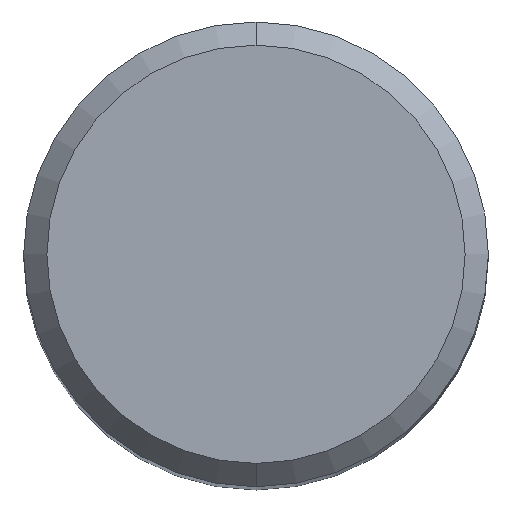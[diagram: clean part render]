
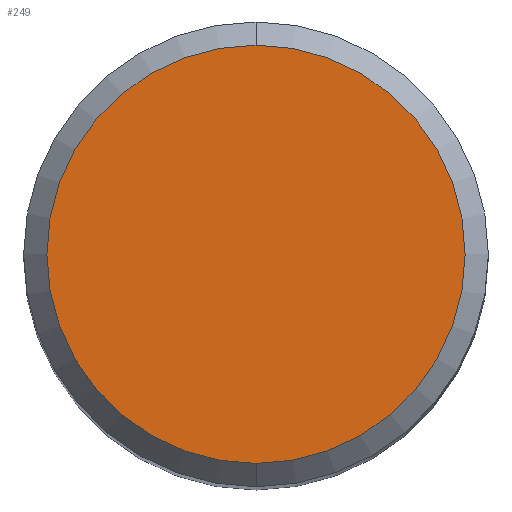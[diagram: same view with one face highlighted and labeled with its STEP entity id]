
A CAD part, top view. The second image highlights one B-rep face of the part: STEP entity #249.
In plain terms, the highlighted planar face has unit normal (0, 0, 1).
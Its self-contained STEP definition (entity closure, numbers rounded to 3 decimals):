
#195=VERTEX_POINT('',#488);
#217=EDGE_CURVE('',#289,#195,#510,.T.);
#249=ADVANCED_FACE('',(#545),#546,.T.);
#289=VERTEX_POINT('',#590);
#361=EDGE_CURVE('',#195,#289,#672,.T.);
#488=CARTESIAN_POINT('',(0.,-4.5,0.));
#510=CIRCLE('',#909,4.5);
#545=FACE_OUTER_BOUND('',#982,.T.);
#546=PLANE('',#983);
#590=CARTESIAN_POINT('',(0.0,4.5,0.));
#672=CIRCLE('',#1183,4.5);
#909=AXIS2_PLACEMENT_3D('',#1454,#1455,#1456);
#982=EDGE_LOOP('',(#1491,#1492));
#983=AXIS2_PLACEMENT_3D('',#1493,#1494,#1495);
#1183=AXIS2_PLACEMENT_3D('',#1660,#1661,#1662);
#1454=CARTESIAN_POINT('',(0.0,0.0,0.));
#1455=DIRECTION('',(0.0,0.0,-1.0));
#1456=DIRECTION('',(0.0,1.0,0.0));
#1491=ORIENTED_EDGE('',*,*,#217,.F.);
#1492=ORIENTED_EDGE('',*,*,#361,.F.);
#1493=CARTESIAN_POINT('',(0.0,2.25,0.));
#1494=DIRECTION('',(-0.0,0.0,1.0));
#1495=DIRECTION('',(0.0,-1.0,0.0));
#1660=CARTESIAN_POINT('',(0.0,0.0,0.));
#1661=DIRECTION('',(0.0,0.0,-1.0));
#1662=DIRECTION('',(0.0,1.0,0.0));
